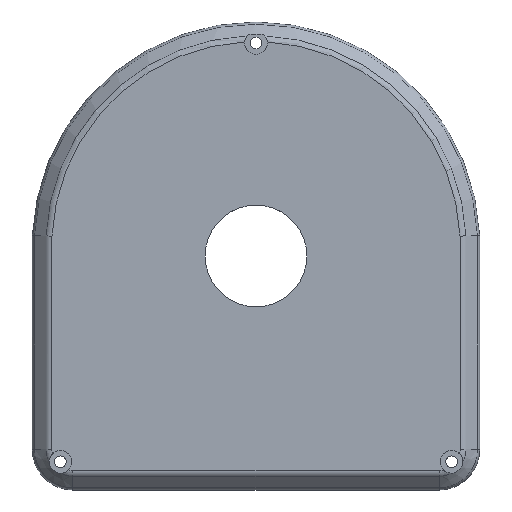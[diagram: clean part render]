
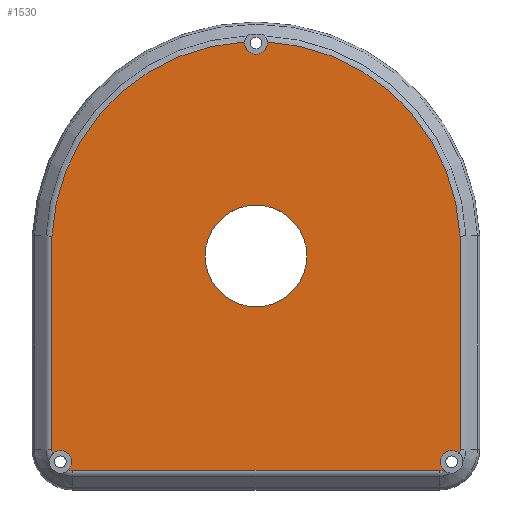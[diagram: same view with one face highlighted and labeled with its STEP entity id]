
A CAD part, top view. The second image highlights one B-rep face of the part: STEP entity #1530.
In plain terms, the highlighted planar face has unit normal (0, 0, 1).
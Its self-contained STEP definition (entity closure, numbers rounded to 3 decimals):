
#92=FACE_BOUND('',#289,.T.);
#105=CIRCLE('',#1628,2.8);
#109=CIRCLE('',#1635,2.8);
#113=CIRCLE('',#1642,2.8);
#117=CIRCLE('',#1649,5.172);
#122=CIRCLE('',#1656,50.23);
#126=CIRCLE('',#1662,5.172);
#129=CIRCLE('',#1668,5.172);
#130=CIRCLE('',#1669,50.23);
#131=CIRCLE('',#1670,5.172);
#132=CIRCLE('',#1671,12.5);
#192=FACE_OUTER_BOUND('',#288,.T.);
#288=EDGE_LOOP('',(#1146,#1147,#1148,#1149,#1150,#1151,#1152,#1153,#1154,
#1155,#1156,#1157));
#289=EDGE_LOOP('',(#1158));
#412=LINE('',#2525,#544);
#413=LINE('',#2530,#545);
#414=LINE('',#2533,#546);
#544=VECTOR('',#1945,10.);
#545=VECTOR('',#1952,10.);
#546=VECTOR('',#1955,10.);
#669=VERTEX_POINT('',#2345);
#670=VERTEX_POINT('',#2354);
#676=VERTEX_POINT('',#2388);
#677=VERTEX_POINT('',#2397);
#683=VERTEX_POINT('',#2431);
#684=VERTEX_POINT('',#2440);
#690=VERTEX_POINT('',#2470);
#695=VERTEX_POINT('',#2496);
#700=VERTEX_POINT('',#2517);
#701=VERTEX_POINT('',#2524);
#702=VERTEX_POINT('',#2528);
#703=VERTEX_POINT('',#2531);
#704=VERTEX_POINT('',#2535);
#823=EDGE_CURVE('',#670,#669,#105,.T.);
#832=EDGE_CURVE('',#677,#676,#109,.T.);
#841=EDGE_CURVE('',#684,#683,#113,.T.);
#850=EDGE_CURVE('',#670,#690,#117,.T.);
#857=EDGE_CURVE('',#677,#695,#122,.T.);
#864=EDGE_CURVE('',#684,#700,#126,.T.);
#868=EDGE_CURVE('',#690,#701,#412,.T.);
#870=EDGE_CURVE('',#702,#669,#129,.T.);
#871=EDGE_CURVE('',#695,#702,#413,.T.);
#872=EDGE_CURVE('',#703,#676,#130,.T.);
#873=EDGE_CURVE('',#700,#703,#414,.T.);
#874=EDGE_CURVE('',#701,#683,#131,.T.);
#875=EDGE_CURVE('',#704,#704,#132,.T.);
#1146=ORIENTED_EDGE('',*,*,#823,.T.);
#1147=ORIENTED_EDGE('',*,*,#870,.F.);
#1148=ORIENTED_EDGE('',*,*,#871,.F.);
#1149=ORIENTED_EDGE('',*,*,#857,.F.);
#1150=ORIENTED_EDGE('',*,*,#832,.T.);
#1151=ORIENTED_EDGE('',*,*,#872,.F.);
#1152=ORIENTED_EDGE('',*,*,#873,.F.);
#1153=ORIENTED_EDGE('',*,*,#864,.F.);
#1154=ORIENTED_EDGE('',*,*,#841,.T.);
#1155=ORIENTED_EDGE('',*,*,#874,.F.);
#1156=ORIENTED_EDGE('',*,*,#868,.F.);
#1157=ORIENTED_EDGE('',*,*,#850,.F.);
#1158=ORIENTED_EDGE('',*,*,#875,.T.);
#1467=PLANE('',#1667);
#1530=ADVANCED_FACE('',(#192,#92),#1467,.T.);
#1628=AXIS2_PLACEMENT_3D('',#2355,#1860,#1861);
#1635=AXIS2_PLACEMENT_3D('',#2398,#1875,#1876);
#1642=AXIS2_PLACEMENT_3D('',#2441,#1890,#1891);
#1649=AXIS2_PLACEMENT_3D('',#2471,#1907,#1908);
#1656=AXIS2_PLACEMENT_3D('',#2497,#1921,#1922);
#1662=AXIS2_PLACEMENT_3D('',#2518,#1935,#1936);
#1667=AXIS2_PLACEMENT_3D('',#2527,#1948,#1949);
#1668=AXIS2_PLACEMENT_3D('',#2529,#1950,#1951);
#1669=AXIS2_PLACEMENT_3D('',#2532,#1953,#1954);
#1670=AXIS2_PLACEMENT_3D('',#2534,#1956,#1957);
#1671=AXIS2_PLACEMENT_3D('',#2536,#1958,#1959);
#1860=DIRECTION('center_axis',(0.,0.,-1.));
#1861=DIRECTION('ref_axis',(1.,0.,0.));
#1875=DIRECTION('center_axis',(0.,0.,-1.));
#1876=DIRECTION('ref_axis',(1.,0.,0.));
#1890=DIRECTION('center_axis',(0.,0.,-1.));
#1891=DIRECTION('ref_axis',(1.,0.,0.));
#1907=DIRECTION('center_axis',(0.,0.,-1.));
#1908=DIRECTION('ref_axis',(0.707,-0.707,0.));
#1921=DIRECTION('center_axis',(0.,0.,-1.));
#1922=DIRECTION('ref_axis',(0.,1.,0.));
#1935=DIRECTION('center_axis',(0.,0.,-1.));
#1936=DIRECTION('ref_axis',(-0.707,-0.707,0.));
#1945=DIRECTION('',(-1.,0.,0.));
#1948=DIRECTION('center_axis',(0.,0.,1.));
#1949=DIRECTION('ref_axis',(1.,0.,0.));
#1950=DIRECTION('center_axis',(0.,0.,-1.));
#1951=DIRECTION('ref_axis',(0.707,-0.707,0.));
#1952=DIRECTION('',(0.,-1.,0.));
#1953=DIRECTION('center_axis',(0.,0.,-1.));
#1954=DIRECTION('ref_axis',(0.,1.,0.));
#1955=DIRECTION('',(0.,1.,0.));
#1956=DIRECTION('center_axis',(0.,0.,-1.));
#1957=DIRECTION('ref_axis',(-0.707,-0.707,0.));
#1958=DIRECTION('center_axis',(0.,0.,-1.));
#1959=DIRECTION('ref_axis',(1.,0.,0.));
#2345=CARTESIAN_POINT('',(105.054,8.905,55.));
#2354=CARTESIAN_POINT('',(101.095,4.946,55.));
#2355=CARTESIAN_POINT('Origin',(103.086,6.914,55.));
#2388=CARTESIAN_POINT('',(52.212,110.152,55.));
#2397=CARTESIAN_POINT('',(57.788,110.152,55.));
#2398=CARTESIAN_POINT('Origin',(55.,109.894,55.));
#2431=CARTESIAN_POINT('',(8.905,4.946,55.));
#2440=CARTESIAN_POINT('',(4.946,8.905,55.));
#2441=CARTESIAN_POINT('Origin',(6.914,6.914,55.));
#2470=CARTESIAN_POINT('',(100.,4.828,55.));
#2471=CARTESIAN_POINT('Origin',(100.,10.,55.));
#2496=CARTESIAN_POINT('',(105.172,62.416,55.));
#2497=CARTESIAN_POINT('Origin',(55.,60.,55.));
#2517=CARTESIAN_POINT('',(4.828,10.,55.));
#2518=CARTESIAN_POINT('Origin',(10.,10.,55.));
#2524=CARTESIAN_POINT('',(10.,4.828,55.));
#2525=CARTESIAN_POINT('',(43.75,4.828,55.));
#2527=CARTESIAN_POINT('Origin',(55.,57.529,55.));
#2528=CARTESIAN_POINT('',(105.172,10.,55.));
#2529=CARTESIAN_POINT('Origin',(100.,10.,55.));
#2530=CARTESIAN_POINT('',(105.172,45.647,55.));
#2531=CARTESIAN_POINT('',(4.828,62.418,55.));
#2532=CARTESIAN_POINT('Origin',(55.,60.,55.));
#2533=CARTESIAN_POINT('',(4.828,58.779,55.));
#2534=CARTESIAN_POINT('Origin',(10.,10.,55.));
#2535=CARTESIAN_POINT('',(42.5,57.529,55.));
#2536=CARTESIAN_POINT('Origin',(55.,57.529,55.));
